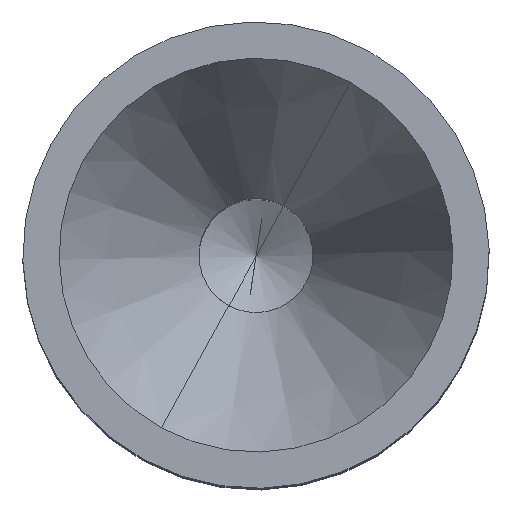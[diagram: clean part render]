
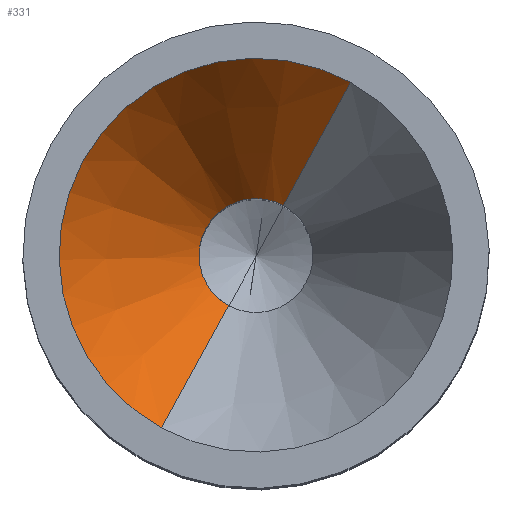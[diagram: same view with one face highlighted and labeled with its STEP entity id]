
A CAD part, top view. The second image highlights one B-rep face of the part: STEP entity #331.
In plain terms, the highlighted conical face has half-angle 30 degrees and reference radius 0.55 mm.
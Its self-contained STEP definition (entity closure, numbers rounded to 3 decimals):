
#38=AXIS2_PLACEMENT_3D('Circle Axis2P3D',#36,#37,$) ;
#214=AXIS2_PLACEMENT_3D('Circle Axis2P3D',#212,#213,$) ;
#313=AXIS2_PLACEMENT_3D('Cone Axis2P3D',#310,#311,#312) ;
#36=CARTESIAN_POINT('Axis2P3D Location',(2.25,2.25,22.662)) ;
#40=CARTESIAN_POINT('Vertex',(1.986,1.767,22.662)) ;
#42=CARTESIAN_POINT('Vertex',(2.514,2.733,22.662)) ;
#212=CARTESIAN_POINT('Axis2P3D Location',(2.25,2.25,25.)) ;
#216=CARTESIAN_POINT('Vertex',(1.339,0.583,25.)) ;
#218=CARTESIAN_POINT('Vertex',(3.161,3.917,25.)) ;
#310=CARTESIAN_POINT('Axis2P3D Location',(2.25,2.25,22.662)) ;
#315=CARTESIAN_POINT('Line Origine',(1.663,1.175,23.831)) ;
#320=CARTESIAN_POINT('Line Origine',(2.837,3.325,23.831)) ;
#37=DIRECTION('Axis2P3D Direction',(0.,0.,-1.)) ;
#213=DIRECTION('Axis2P3D Direction',(0.,0.,-1.)) ;
#311=DIRECTION('Axis2P3D Direction',(0.,0.,1.)) ;
#312=DIRECTION('Axis2P3D XDirection',(0.479,0.878,0.)) ;
#316=DIRECTION('Vector Direction',(-0.24,-0.439,0.866)) ;
#321=DIRECTION('Vector Direction',(0.24,0.439,0.866)) ;
#317=VECTOR('Line Direction',#316,1.) ;
#322=VECTOR('Line Direction',#321,1.) ;
#326=ORIENTED_EDGE('',*,*,#220,.F.) ;
#327=ORIENTED_EDGE('',*,*,#319,.T.) ;
#328=ORIENTED_EDGE('',*,*,#44,.T.) ;
#329=ORIENTED_EDGE('',*,*,#324,.F.) ;
#331=ADVANCED_FACE('38350_HDC-C-HE-S-XX',(#330),#314,.F.) ;
#39=CIRCLE('generated circle',#38,0.55) ;
#215=CIRCLE('generated circle',#214,1.9) ;
#314=CONICAL_SURFACE('Cone',#313,0.55,0.524) ;
#44=EDGE_CURVE('',#41,#43,#39,.T.) ;
#220=EDGE_CURVE('',#217,#219,#215,.T.) ;
#319=EDGE_CURVE('',#217,#41,#318,.F.) ;
#324=EDGE_CURVE('',#219,#43,#323,.F.) ;
#325=EDGE_LOOP('',(#326,#327,#328,#329)) ;
#330=FACE_OUTER_BOUND('',#325,.T.) ;
#318=LINE('Line',#315,#317) ;
#323=LINE('Line',#320,#322) ;
#41=VERTEX_POINT('',#40) ;
#43=VERTEX_POINT('',#42) ;
#217=VERTEX_POINT('',#216) ;
#219=VERTEX_POINT('',#218) ;
